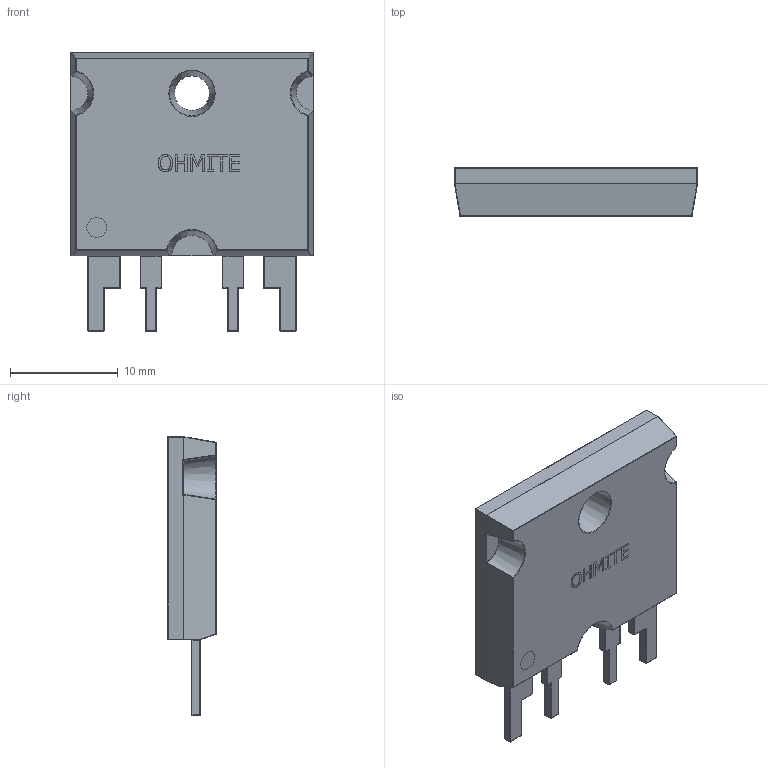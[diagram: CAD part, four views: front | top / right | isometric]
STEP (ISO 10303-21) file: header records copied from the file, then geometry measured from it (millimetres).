
FILE_DESCRIPTION(/* description */ (''),/* implementation_level */ '2;1');
FILE_NAME(/* name */ 'CS10.stp',/* time_stamp */ '2023-02-13T03:27:16+02:00',/* author */ ('khaled'),/* organization */ (''),/* preprocessor_version */ 'ST-DEVELOPER v17',/* originating_system */ 'Autodesk Inventor 2019',/* authorisation */ '');
FILE_SCHEMA (('AUTOMOTIVE_DESIGN { 1 0 10303 214 3 1 1 }'));
Products named in the file (6): CS10; 1; 2; 3; OHMITE; Circle
Assembly tree (5 placements, depth 2):
  CS10
    1
    2
    3
    OHMITE
    Circle
Bounding box: 22.5 x 4.5 x 25.8 mm (x, y, z)
Volume: 1799.6 mm3; surface area: 1431.5 mm2
Topology: 16 solids, 16 shells, 344 faces, 766 edges, 452 vertices
Faces by surface type: plane 142, cylinder 122, sphere 48, bspline 20, torus 8, cone 4
Full cylindrical faces by diameter (mm): 1.84 x1, 3.2 x2, 3.806 x2
Entity records: 9897 total; most frequent: CARTESIAN_POINT 2097, DIRECTION 1613, ORIENTED_EDGE 1524, EDGE_CURVE 762, AXIS2_PLACEMENT_3D 578, LINE 457, VECTOR 457, VERTEX_POINT 452
